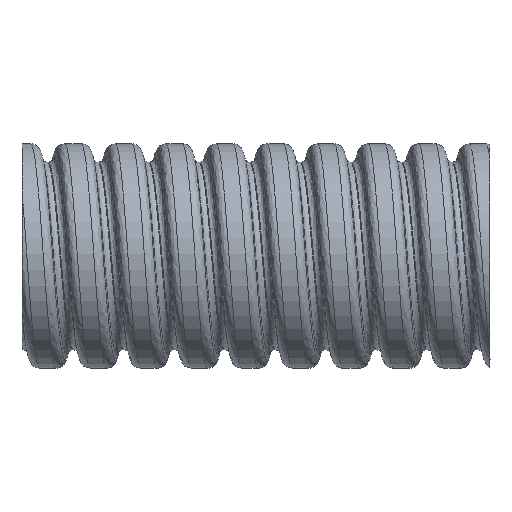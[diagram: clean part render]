
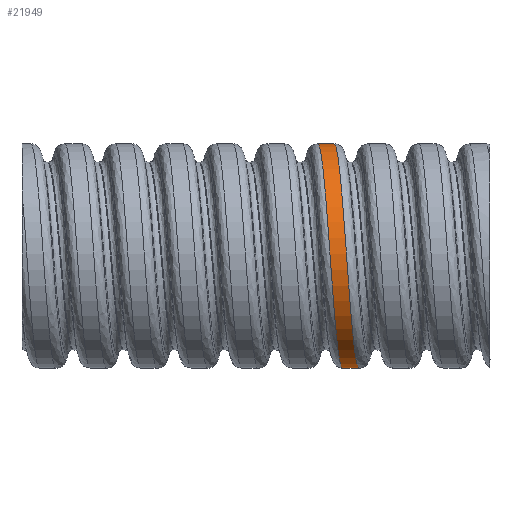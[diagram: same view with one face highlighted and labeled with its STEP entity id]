
A CAD part, front view. The second image highlights one B-rep face of the part: STEP entity #21949.
In plain terms, the highlighted cylindrical face has radius 60 mm (diameter 120 mm), a partial arc.
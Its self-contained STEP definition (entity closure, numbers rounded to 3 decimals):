
#648 = CARTESIAN_POINT ( 'NONE',  ( -79.57, -12.754, -58.629 ) ) ;
#1056 = CARTESIAN_POINT ( 'NONE',  ( -79.112, -6.451, -60. ) ) ;
#1155 = CARTESIAN_POINT ( 'NONE',  ( -74.452, -52.661, -28.755 ) ) ;
#1720 = CARTESIAN_POINT ( 'NONE',  ( -86.934, -56.217, 20.968 ) ) ;
#2885 = CARTESIAN_POINT ( 'NONE',  ( 0., 0., -60. ) ) ;
#3850 = CARTESIAN_POINT ( 'NONE',  ( -71.384, -21.183, -56.795 ) ) ;
#4253 = CARTESIAN_POINT ( 'NONE',  ( -69.849, 0., -60. ) ) ;
#4293 = CARTESIAN_POINT ( 'NONE',  ( -86.32, -59.232, 12.885 ) ) ;
#4559 = CARTESIAN_POINT ( 'NONE',  ( -92.149, 0., 60. ) ) ;
#7087 = CARTESIAN_POINT ( 'NONE',  ( -75.68, -58.629, -12.754 ) ) ;
#7364 = CARTESIAN_POINT ( 'NONE',  ( -72.611, -36.326, -48.526 ) ) ;
#7402 = CARTESIAN_POINT ( 'NONE',  ( -90.616, -20.968, 56.217 ) ) ;
#7662 = ORIENTED_EDGE ( 'NONE', *, *, #17389, .F. ) ;
#7664 = CARTESIAN_POINT ( 'NONE',  ( -88.775, -42.863, 42.863 ) ) ;
#9385 =( BOUNDED_CURVE ( )  B_SPLINE_CURVE ( 2, ( #31779, #1056, #648, #28818, #31380, #10375, #15908, #12933, #34469, #28411, #9963, #34602, #16171, #4293, #1720, #32309, #16574, #7664, #38139, #10636, #7402, #13874, #29213, #38271, #4559 ),
 .UNSPECIFIED., .F., .F. ) 
 B_SPLINE_CURVE_WITH_KNOTS ( ( 3, 2, 2, 2, 2, 2, 2, 2, 2, 2, 2, 2, 3 ),
 ( 0.199, 0.201, 0.203, 0.206, 0.209, 0.211, 0.214, 0.217, 0.219, 0.222, 0.225, 0.227, 0.228 ),
 .UNSPECIFIED. ) 
 CURVE ( )  GEOMETRIC_REPRESENTATION_ITEM ( )  RATIONAL_B_SPLINE_CURVE ( ( 0.996, 0.992, 1., 0.99, 1., 0.99, 1., 0.99, 1., 0.99, 1., 0.99, 1., 0.99, 1., 0.99, 1., 0.99, 1., 0.99, 1., 0.99, 1., 0.997, 0.996 ) ) 
 REPRESENTATION_ITEM ( '' )  );
#9929 = CARTESIAN_POINT ( 'NONE',  ( -83.349, 0., 60. ) ) ;
#9963 = CARTESIAN_POINT ( 'NONE',  ( -84.48, -58.629, -12.754 ) ) ;
#10046 = CARTESIAN_POINT ( 'NONE',  ( 0., 0., 0. ) ) ;
#10332 = CARTESIAN_POINT ( 'NONE',  ( -76.907, -59.847, 4.28 ) ) ;
#10375 = CARTESIAN_POINT ( 'NONE',  ( -81.411, -36.326, -48.526 ) ) ;
#10530 = CARTESIAN_POINT ( 'NONE',  ( -83.349, 0., 60. ) ) ;
#10609 = VERTEX_POINT ( 'NONE', #25147 ) ;
#10636 = CARTESIAN_POINT ( 'NONE',  ( -90.002, -29.051, 53.202 ) ) ;
#10708 = EDGE_CURVE ( 'NONE', #28532, #20180, #30599, .T. ) ;
#10735 = CARTESIAN_POINT ( 'NONE',  ( 0., 0., 60. ) ) ;
#11473 = EDGE_CURVE ( 'NONE', #20180, #34116, #39282, .T. ) ;
#12082 = ORIENTED_EDGE ( 'NONE', *, *, #11473, .T. ) ;
#12933 = CARTESIAN_POINT ( 'NONE',  ( -82.639, -48.526, -36.326 ) ) ;
#13168 = CARTESIAN_POINT ( 'NONE',  ( -75.066, -56.795, -21.183 ) ) ;
#13301 = CARTESIAN_POINT ( 'NONE',  ( -79.361, -48.032, 35.957 ) ) ;
#13436 = CARTESIAN_POINT ( 'NONE',  ( -79.975, -42.863, 42.863 ) ) ;
#13874 = CARTESIAN_POINT ( 'NONE',  ( -91.23, -12.885, 59.232 ) ) ;
#14521 = ORIENTED_EDGE ( 'NONE', *, *, #10708, .T. ) ;
#15718 = DIRECTION ( 'NONE',  ( -1., 0., 0. ) ) ;
#15908 = CARTESIAN_POINT ( 'NONE',  ( -82.025, -42.426, -42.426 ) ) ;
#16171 = CARTESIAN_POINT ( 'NONE',  ( -85.707, -59.847, 4.28 ) ) ;
#16534 = CARTESIAN_POINT ( 'NONE',  ( -73.839, -48.526, -36.326 ) ) ;
#16574 = CARTESIAN_POINT ( 'NONE',  ( -88.161, -48.032, 35.957 ) ) ;
#16675 = CARTESIAN_POINT ( 'NONE',  ( -78.134, -56.217, 20.968 ) ) ;
#17389 = EDGE_CURVE ( 'NONE', #28532, #10609, #35361, .T. ) ;
#19378 = CARTESIAN_POINT ( 'NONE',  ( -73.225, -42.426, -42.426 ) ) ;
#19492 = VECTOR ( 'NONE', #27557, 1000. ) ;
#19515 = CARTESIAN_POINT ( 'NONE',  ( -80.589, -35.957, 48.032 ) ) ;
#19648 = CARTESIAN_POINT ( 'NONE',  ( -81.816, -20.968, 56.217 ) ) ;
#19786 = CARTESIAN_POINT ( 'NONE',  ( -81.202, -29.051, 53.202 ) ) ;
#20180 = VERTEX_POINT ( 'NONE', #10530 ) ;
#21389 = FACE_OUTER_BOUND ( 'NONE', #33320, .T. ) ;
#21949 = ADVANCED_FACE ( 'NONE', ( #21389 ), #38743, .T. ) ;
#22737 = CARTESIAN_POINT ( 'NONE',  ( -83.043, -4.28, 59.847 ) ) ;
#23284 = EDGE_CURVE ( 'NONE', #10609, #34116, #9385, .T. ) ;
#23452 = AXIS2_PLACEMENT_3D ( 'NONE', #10046, #15718, #24995 ) ;
#23920 = DIRECTION ( 'NONE',  ( -1., 0., 0. ) ) ;
#24414 = CARTESIAN_POINT ( 'NONE',  ( -92.149, 0., 60. ) ) ;
#24995 = DIRECTION ( 'NONE',  ( 0., 0., 1. ) ) ;
#25147 = CARTESIAN_POINT ( 'NONE',  ( -78.649, 0., -60. ) ) ;
#25819 = CARTESIAN_POINT ( 'NONE',  ( -82.43, -12.885, 59.232 ) ) ;
#26482 = ORIENTED_EDGE ( 'NONE', *, *, #23284, .F. ) ;
#27557 = DIRECTION ( 'NONE',  ( -1., 0., 0. ) ) ;
#27966 = CARTESIAN_POINT ( 'NONE',  ( -69.849, 0., -60. ) ) ;
#28411 = CARTESIAN_POINT ( 'NONE',  ( -83.866, -56.795, -21.183 ) ) ;
#28532 = VERTEX_POINT ( 'NONE', #27966 ) ;
#28644 = CARTESIAN_POINT ( 'NONE',  ( -83.196, -2.143, 60. ) ) ;
#28777 = CARTESIAN_POINT ( 'NONE',  ( -71.998, -28.755, -52.661 ) ) ;
#28818 = CARTESIAN_POINT ( 'NONE',  ( -80.184, -21.183, -56.795 ) ) ;
#29124 = VECTOR ( 'NONE', #23920, 1000. ) ;
#29213 = CARTESIAN_POINT ( 'NONE',  ( -91.843, -4.28, 59.847 ) ) ;
#30599 =( BOUNDED_CURVE ( )  B_SPLINE_CURVE ( 2, ( #4253, #31878, #32010, #3850, #28777, #7364, #19378, #16534, #1155, #13168, #7087, #34980, #10332, #37964, #16675, #38099, #13301, #13436, #19515, #19786, #19648, #25819, #22737, #28644, #9929 ),
 .UNSPECIFIED., .F., .F. ) 
 B_SPLINE_CURVE_WITH_KNOTS ( ( 3, 2, 2, 2, 2, 2, 2, 2, 2, 2, 2, 2, 3 ),
 ( 0.199, 0.201, 0.203, 0.206, 0.209, 0.211, 0.214, 0.217, 0.219, 0.222, 0.225, 0.227, 0.228 ),
 .UNSPECIFIED. ) 
 CURVE ( )  GEOMETRIC_REPRESENTATION_ITEM ( )  RATIONAL_B_SPLINE_CURVE ( ( 0.996, 0.992, 1., 0.99, 1., 0.99, 1., 0.99, 1., 0.99, 1., 0.99, 1., 0.99, 1., 0.99, 1., 0.99, 1., 0.99, 1., 0.99, 1., 0.997, 0.996 ) ) 
 REPRESENTATION_ITEM ( '' )  );
#31380 = CARTESIAN_POINT ( 'NONE',  ( -80.798, -28.755, -52.661 ) ) ;
#31779 = CARTESIAN_POINT ( 'NONE',  ( -78.649, 0., -60. ) ) ;
#31878 = CARTESIAN_POINT ( 'NONE',  ( -70.312, -6.451, -60. ) ) ;
#32010 = CARTESIAN_POINT ( 'NONE',  ( -70.77, -12.754, -58.629 ) ) ;
#32309 = CARTESIAN_POINT ( 'NONE',  ( -87.548, -53.202, 29.051 ) ) ;
#33320 = EDGE_LOOP ( 'NONE', ( #7662, #14521, #12082, #26482 ) ) ;
#34116 = VERTEX_POINT ( 'NONE', #24414 ) ;
#34469 = CARTESIAN_POINT ( 'NONE',  ( -83.252, -52.661, -28.755 ) ) ;
#34602 = CARTESIAN_POINT ( 'NONE',  ( -85.093, -60.463, -4.324 ) ) ;
#34980 = CARTESIAN_POINT ( 'NONE',  ( -76.293, -60.463, -4.324 ) ) ;
#35361 = LINE ( 'NONE', #2885, #19492 ) ;
#37964 = CARTESIAN_POINT ( 'NONE',  ( -77.52, -59.232, 12.885 ) ) ;
#38099 = CARTESIAN_POINT ( 'NONE',  ( -78.748, -53.202, 29.051 ) ) ;
#38139 = CARTESIAN_POINT ( 'NONE',  ( -89.389, -35.957, 48.032 ) ) ;
#38271 = CARTESIAN_POINT ( 'NONE',  ( -91.996, -2.143, 60. ) ) ;
#38743 = CYLINDRICAL_SURFACE ( 'NONE', #23452, 60. ) ;
#39282 = LINE ( 'NONE', #10735, #29124 ) ;
